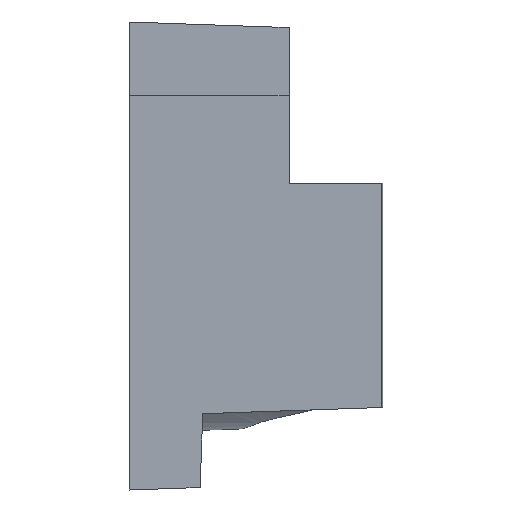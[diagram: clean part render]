
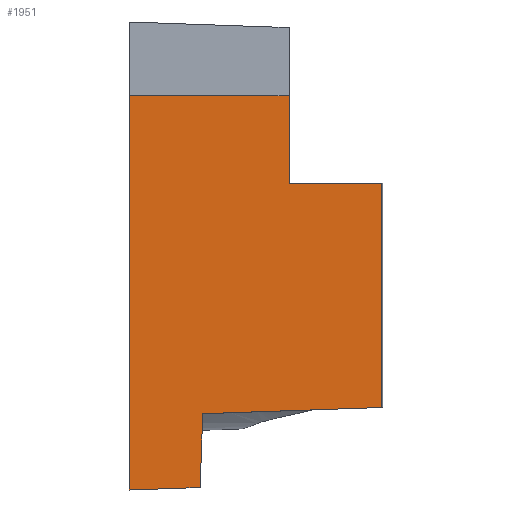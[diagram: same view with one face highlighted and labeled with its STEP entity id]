
A CAD part, left-side view. The second image highlights one B-rep face of the part: STEP entity #1951.
In plain terms, the highlighted planar face has unit normal (-1, 0, 0).
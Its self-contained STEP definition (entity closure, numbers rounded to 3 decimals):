
#290 = PLANE('',#291);
#291 = AXIS2_PLACEMENT_3D('',#292,#293,#294);
#292 = CARTESIAN_POINT('',(0.,-95.25,2.));
#293 = DIRECTION('',(0.,1.,0.));
#294 = DIRECTION('',(-0.087,0.,0.996));
#697 = VERTEX_POINT('',#698);
#698 = CARTESIAN_POINT('',(66.5,-95.25,2.));
#711 = PLANE('',#712);
#712 = AXIS2_PLACEMENT_3D('',#713,#714,#715);
#713 = CARTESIAN_POINT('',(50.,-95.25,2.));
#714 = DIRECTION('',(0.,0.,1.));
#715 = DIRECTION('',(1.,0.,0.));
#722 = EDGE_CURVE('',#723,#697,#725,.T.);
#723 = VERTEX_POINT('',#724);
#724 = CARTESIAN_POINT('',(66.5,-95.25,53.5));
#725 = SURFACE_CURVE('',#726,(#730,#737),.PCURVE_S1.);
#726 = LINE('',#727,#728);
#727 = CARTESIAN_POINT('',(66.5,-95.25,-88.5));
#728 = VECTOR('',#729,1.);
#729 = DIRECTION('',(0.,0.,-1.));
#730 = PCURVE('',#290,#731);
#731 = DEFINITIONAL_REPRESENTATION('',(#732),#736);
#732 = LINE('',#733,#734);
#733 = CARTESIAN_POINT('',(-95.951,58.359));
#734 = VECTOR('',#735,1.);
#735 = DIRECTION('',(-0.996,-0.087));
#736 = ( GEOMETRIC_REPRESENTATION_CONTEXT(2) 
PARAMETRIC_REPRESENTATION_CONTEXT() REPRESENTATION_CONTEXT('2D SPACE',''
  ) );
#737 = PCURVE('',#738,#743);
#738 = PLANE('',#739);
#739 = AXIS2_PLACEMENT_3D('',#740,#741,#742);
#740 = CARTESIAN_POINT('',(66.5,-1.,-179.));
#741 = DIRECTION('',(-1.,0.,0.));
#742 = DIRECTION('',(0.,0.,1.));
#743 = DEFINITIONAL_REPRESENTATION('',(#744),#748);
#744 = LINE('',#745,#746);
#745 = CARTESIAN_POINT('',(90.5,-94.25));
#746 = VECTOR('',#747,1.);
#747 = DIRECTION('',(-1.,0.));
#748 = ( GEOMETRIC_REPRESENTATION_CONTEXT(2) 
PARAMETRIC_REPRESENTATION_CONTEXT() REPRESENTATION_CONTEXT('2D SPACE',''
  ) );
#766 = PLANE('',#767);
#767 = AXIS2_PLACEMENT_3D('',#768,#769,#770);
#768 = CARTESIAN_POINT('',(66.5,-1.,53.5));
#769 = DIRECTION('',(0.,0.,1.));
#770 = DIRECTION('',(1.,0.,0.));
#1336 = PLANE('',#1337);
#1337 = AXIS2_PLACEMENT_3D('',#1338,#1339,#1340);
#1338 = CARTESIAN_POINT('',(180.,-1.,-58.));
#1339 = DIRECTION('',(0.,-1.,0.));
#1340 = DIRECTION('',(1.,0.,0.));
#1725 = PLANE('',#1726);
#1726 = AXIS2_PLACEMENT_3D('',#1727,#1728,#1729);
#1727 = CARTESIAN_POINT('',(0.,-44.,-134.));
#1728 = DIRECTION('',(0.,0.035,0.999));
#1729 = DIRECTION('',(1.,0.,0.));
#1753 = CYLINDRICAL_SURFACE('',#1754,37.);
#1754 = AXIS2_PLACEMENT_3D('',#1755,#1756,#1757);
#1755 = CARTESIAN_POINT('',(75.,-113.6,-158.));
#1756 = DIRECTION('',(0.,0.,-1.));
#1757 = DIRECTION('',(1.,0.,0.));
#1902 = EDGE_CURVE('',#1903,#697,#1905,.T.);
#1903 = VERTEX_POINT('',#1904);
#1904 = CARTESIAN_POINT('',(66.5,-149.61,2.));
#1905 = SURFACE_CURVE('',#1906,(#1910,#1917),.PCURVE_S1.);
#1906 = LINE('',#1907,#1908);
#1907 = CARTESIAN_POINT('',(66.5,-48.125,2.));
#1908 = VECTOR('',#1909,1.);
#1909 = DIRECTION('',(0.,1.,0.));
#1910 = PCURVE('',#711,#1911);
#1911 = DEFINITIONAL_REPRESENTATION('',(#1912),#1916);
#1912 = LINE('',#1913,#1914);
#1913 = CARTESIAN_POINT('',(16.5,47.125));
#1914 = VECTOR('',#1915,1.);
#1915 = DIRECTION('',(0.,1.));
#1916 = ( GEOMETRIC_REPRESENTATION_CONTEXT(2) 
PARAMETRIC_REPRESENTATION_CONTEXT() REPRESENTATION_CONTEXT('2D SPACE',''
  ) );
#1917 = PCURVE('',#738,#1918);
#1918 = DEFINITIONAL_REPRESENTATION('',(#1919),#1923);
#1919 = LINE('',#1920,#1921);
#1920 = CARTESIAN_POINT('',(181.,-47.125));
#1921 = VECTOR('',#1922,1.);
#1922 = DIRECTION('',(0.,1.));
#1923 = ( GEOMETRIC_REPRESENTATION_CONTEXT(2) 
PARAMETRIC_REPRESENTATION_CONTEXT() REPRESENTATION_CONTEXT('2D SPACE',''
  ) );
#1951 = ADVANCED_FACE('',(#1952),#738,.T.);
#1952 = FACE_BOUND('',#1953,.T.);
#1953 = EDGE_LOOP('',(#1954,#1977,#2000,#2026,#2054,#2077,#2098,#2099));
#1954 = ORIENTED_EDGE('',*,*,#1955,.F.);
#1955 = EDGE_CURVE('',#1956,#723,#1958,.T.);
#1956 = VERTEX_POINT('',#1957);
#1957 = CARTESIAN_POINT('',(66.5,-1.,53.5));
#1958 = SURFACE_CURVE('',#1959,(#1963,#1970),.PCURVE_S1.);
#1959 = LINE('',#1960,#1961);
#1960 = CARTESIAN_POINT('',(66.5,-1.,53.5));
#1961 = VECTOR('',#1962,1.);
#1962 = DIRECTION('',(0.,-1.,0.));
#1963 = PCURVE('',#738,#1964);
#1964 = DEFINITIONAL_REPRESENTATION('',(#1965),#1969);
#1965 = LINE('',#1966,#1967);
#1966 = CARTESIAN_POINT('',(232.5,0.));
#1967 = VECTOR('',#1968,1.);
#1968 = DIRECTION('',(0.,-1.));
#1969 = ( GEOMETRIC_REPRESENTATION_CONTEXT(2) 
PARAMETRIC_REPRESENTATION_CONTEXT() REPRESENTATION_CONTEXT('2D SPACE',''
  ) );
#1970 = PCURVE('',#766,#1971);
#1971 = DEFINITIONAL_REPRESENTATION('',(#1972),#1976);
#1972 = LINE('',#1973,#1974);
#1973 = CARTESIAN_POINT('',(0.,0.));
#1974 = VECTOR('',#1975,1.);
#1975 = DIRECTION('',(0.,-1.));
#1976 = ( GEOMETRIC_REPRESENTATION_CONTEXT(2) 
PARAMETRIC_REPRESENTATION_CONTEXT() REPRESENTATION_CONTEXT('2D SPACE',''
  ) );
#1977 = ORIENTED_EDGE('',*,*,#1978,.F.);
#1978 = EDGE_CURVE('',#1979,#1956,#1981,.T.);
#1979 = VERTEX_POINT('',#1980);
#1980 = CARTESIAN_POINT('',(66.5,-1.,-178.965));
#1981 = SURFACE_CURVE('',#1982,(#1986,#1993),.PCURVE_S1.);
#1982 = LINE('',#1983,#1984);
#1983 = CARTESIAN_POINT('',(66.5,-1.,0.));
#1984 = VECTOR('',#1985,1.);
#1985 = DIRECTION('',(0.,0.,1.));
#1986 = PCURVE('',#738,#1987);
#1987 = DEFINITIONAL_REPRESENTATION('',(#1988),#1992);
#1988 = LINE('',#1989,#1990);
#1989 = CARTESIAN_POINT('',(179.,0.));
#1990 = VECTOR('',#1991,1.);
#1991 = DIRECTION('',(1.,0.));
#1992 = ( GEOMETRIC_REPRESENTATION_CONTEXT(2) 
PARAMETRIC_REPRESENTATION_CONTEXT() REPRESENTATION_CONTEXT('2D SPACE',''
  ) );
#1993 = PCURVE('',#1336,#1994);
#1994 = DEFINITIONAL_REPRESENTATION('',(#1995),#1999);
#1995 = LINE('',#1996,#1997);
#1996 = CARTESIAN_POINT('',(-113.5,58.));
#1997 = VECTOR('',#1998,1.);
#1998 = DIRECTION('',(0.,1.));
#1999 = ( GEOMETRIC_REPRESENTATION_CONTEXT(2) 
PARAMETRIC_REPRESENTATION_CONTEXT() REPRESENTATION_CONTEXT('2D SPACE',''
  ) );
#2000 = ORIENTED_EDGE('',*,*,#2001,.T.);
#2001 = EDGE_CURVE('',#1979,#2002,#2004,.T.);
#2002 = VERTEX_POINT('',#2003);
#2003 = CARTESIAN_POINT('',(66.5,-42.821,-177.505));
#2004 = SURFACE_CURVE('',#2005,(#2009,#2015),.PCURVE_S1.);
#2005 = LINE('',#2006,#2007);
#2006 = CARTESIAN_POINT('',(66.5,-0.999,-178.965));
#2007 = VECTOR('',#2008,1.);
#2008 = DIRECTION('',(0.,-0.999,0.035));
#2009 = PCURVE('',#738,#2010);
#2010 = DEFINITIONAL_REPRESENTATION('',(#2011),#2014);
#2011 = B_SPLINE_CURVE_WITH_KNOTS('',1,(#2012,#2013),.UNSPECIFIED.,.F.,
  .F.,(2,2),(0.001,200.123),
  .PIECEWISE_BEZIER_KNOTS.);
#2012 = CARTESIAN_POINT('',(0.035,0.));
#2013 = CARTESIAN_POINT('',(7.019,-200.));
#2014 = ( GEOMETRIC_REPRESENTATION_CONTEXT(2) 
PARAMETRIC_REPRESENTATION_CONTEXT() REPRESENTATION_CONTEXT('2D SPACE',''
  ) );
#2015 = PCURVE('',#2016,#2021);
#2016 = PLANE('',#2017);
#2017 = AXIS2_PLACEMENT_3D('',#2018,#2019,#2020);
#2018 = CARTESIAN_POINT('',(66.5,-0.999,-178.965));
#2019 = DIRECTION('',(0.,0.035,0.999));
#2020 = DIRECTION('',(1.,0.,0.));
#2021 = DEFINITIONAL_REPRESENTATION('',(#2022),#2025);
#2022 = B_SPLINE_CURVE_WITH_KNOTS('',1,(#2023,#2024),.UNSPECIFIED.,.F.,
  .F.,(2,2),(0.001,200.123),
  .PIECEWISE_BEZIER_KNOTS.);
#2023 = CARTESIAN_POINT('',(0.,-0.001));
#2024 = CARTESIAN_POINT('',(0.,-200.123));
#2025 = ( GEOMETRIC_REPRESENTATION_CONTEXT(2) 
PARAMETRIC_REPRESENTATION_CONTEXT() REPRESENTATION_CONTEXT('2D SPACE',''
  ) );
#2026 = ORIENTED_EDGE('',*,*,#2027,.F.);
#2027 = EDGE_CURVE('',#2028,#2002,#2030,.T.);
#2028 = VERTEX_POINT('',#2029);
#2029 = CARTESIAN_POINT('',(66.5,-44.341,-133.988));
#2030 = SURFACE_CURVE('',#2031,(#2035,#2042),.PCURVE_S1.);
#2031 = LINE('',#2032,#2033);
#2032 = CARTESIAN_POINT('',(66.5,-43.529,-157.231));
#2033 = VECTOR('',#2034,1.);
#2034 = DIRECTION('',(0.,0.035,-0.999));
#2035 = PCURVE('',#738,#2036);
#2036 = DEFINITIONAL_REPRESENTATION('',(#2037),#2041);
#2037 = LINE('',#2038,#2039);
#2038 = CARTESIAN_POINT('',(21.769,-42.529));
#2039 = VECTOR('',#2040,1.);
#2040 = DIRECTION('',(-0.999,0.035));
#2041 = ( GEOMETRIC_REPRESENTATION_CONTEXT(2) 
PARAMETRIC_REPRESENTATION_CONTEXT() REPRESENTATION_CONTEXT('2D SPACE',''
  ) );
#2042 = PCURVE('',#2043,#2048);
#2043 = PLANE('',#2044);
#2044 = AXIS2_PLACEMENT_3D('',#2045,#2046,#2047);
#2045 = CARTESIAN_POINT('',(0.,-44.34,
    -134.006));
#2046 = DIRECTION('',(0.,0.999,0.035));
#2047 = DIRECTION('',(0.,-0.035,0.999));
#2048 = DEFINITIONAL_REPRESENTATION('',(#2049),#2053);
#2049 = LINE('',#2050,#2051);
#2050 = CARTESIAN_POINT('',(-23.24,66.5));
#2051 = VECTOR('',#2052,1.);
#2052 = DIRECTION('',(-1.,0.));
#2053 = ( GEOMETRIC_REPRESENTATION_CONTEXT(2) 
PARAMETRIC_REPRESENTATION_CONTEXT() REPRESENTATION_CONTEXT('2D SPACE',''
  ) );
#2054 = ORIENTED_EDGE('',*,*,#2055,.F.);
#2055 = EDGE_CURVE('',#2056,#2028,#2058,.T.);
#2056 = VERTEX_POINT('',#2057);
#2057 = CARTESIAN_POINT('',(66.5,-149.61,-130.312));
#2058 = SURFACE_CURVE('',#2059,(#2063,#2070),.PCURVE_S1.);
#2059 = LINE('',#2060,#2061);
#2060 = CARTESIAN_POINT('',(66.5,-21.741,-134.777));
#2061 = VECTOR('',#2062,1.);
#2062 = DIRECTION('',(0.,0.999,-0.035));
#2063 = PCURVE('',#738,#2064);
#2064 = DEFINITIONAL_REPRESENTATION('',(#2065),#2069);
#2065 = LINE('',#2066,#2067);
#2066 = CARTESIAN_POINT('',(44.223,-20.741));
#2067 = VECTOR('',#2068,1.);
#2068 = DIRECTION('',(-0.035,0.999));
#2069 = ( GEOMETRIC_REPRESENTATION_CONTEXT(2) 
PARAMETRIC_REPRESENTATION_CONTEXT() REPRESENTATION_CONTEXT('2D SPACE',''
  ) );
#2070 = PCURVE('',#1725,#2071);
#2071 = DEFINITIONAL_REPRESENTATION('',(#2072),#2076);
#2072 = LINE('',#2073,#2074);
#2073 = CARTESIAN_POINT('',(66.5,22.272));
#2074 = VECTOR('',#2075,1.);
#2075 = DIRECTION('',(0.,1.));
#2076 = ( GEOMETRIC_REPRESENTATION_CONTEXT(2) 
PARAMETRIC_REPRESENTATION_CONTEXT() REPRESENTATION_CONTEXT('2D SPACE',''
  ) );
#2077 = ORIENTED_EDGE('',*,*,#2078,.F.);
#2078 = EDGE_CURVE('',#1903,#2056,#2079,.T.);
#2079 = SURFACE_CURVE('',#2080,(#2084,#2091),.PCURVE_S1.);
#2080 = LINE('',#2081,#2082);
#2081 = CARTESIAN_POINT('',(66.5,-149.61,-158.));
#2082 = VECTOR('',#2083,1.);
#2083 = DIRECTION('',(0.,0.,-1.));
#2084 = PCURVE('',#738,#2085);
#2085 = DEFINITIONAL_REPRESENTATION('',(#2086),#2090);
#2086 = LINE('',#2087,#2088);
#2087 = CARTESIAN_POINT('',(21.,-148.61));
#2088 = VECTOR('',#2089,1.);
#2089 = DIRECTION('',(-1.,0.));
#2090 = ( GEOMETRIC_REPRESENTATION_CONTEXT(2) 
PARAMETRIC_REPRESENTATION_CONTEXT() REPRESENTATION_CONTEXT('2D SPACE',''
  ) );
#2091 = PCURVE('',#1753,#2092);
#2092 = DEFINITIONAL_REPRESENTATION('',(#2093),#2097);
#2093 = LINE('',#2094,#2095);
#2094 = CARTESIAN_POINT('',(-4.481,0.));
#2095 = VECTOR('',#2096,1.);
#2096 = DIRECTION('',(0.,1.));
#2097 = ( GEOMETRIC_REPRESENTATION_CONTEXT(2) 
PARAMETRIC_REPRESENTATION_CONTEXT() REPRESENTATION_CONTEXT('2D SPACE',''
  ) );
#2098 = ORIENTED_EDGE('',*,*,#1902,.T.);
#2099 = ORIENTED_EDGE('',*,*,#722,.F.);
